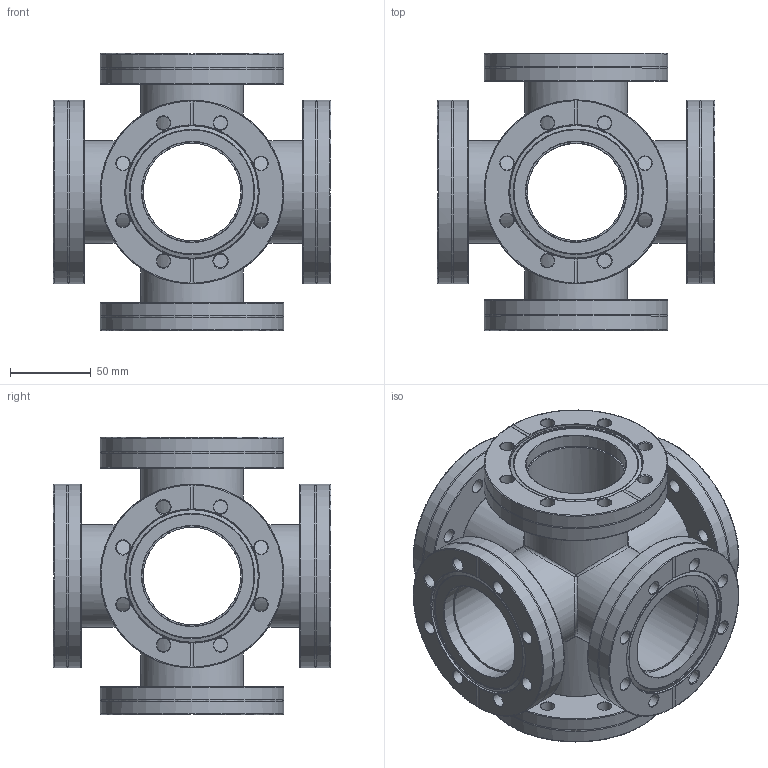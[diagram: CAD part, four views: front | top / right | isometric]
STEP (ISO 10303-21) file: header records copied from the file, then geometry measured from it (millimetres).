
FILE_DESCRIPTION (( 'STEP AP214' ), '1' );
FILE_NAME ('X61CF63R FULLVAC.STEP', '2019-09-24T13:48:01', ( '' ), ( '' ), 'SwSTEP 2.0', 'SolidWorks 2017', '' );
FILE_SCHEMA (( 'AUTOMOTIVE_DESIGN' ));
Length unit declared in the file: millimetre
Products named in the file (5): 2^X61CF63R; 1^X61CF63R; 4^X61CF63R; 3^X61CF63R; X61CF63R FULLVAC
Assembly tree (10 placements, depth 2):
  X61CF63R FULLVAC
    1^X61CF63R
    2^X61CF63R  x3
    3^X61CF63R  x3
    4^X61CF63R  x3
Bounding box: 171.45 x 171.45 x 171.45 mm (x, y, z)
Volume: 749674.9 mm3; surface area: 291823.5 mm2
Topology: 10 solids, 10 shells, 388 faces, 1029 edges, 657 vertices
Faces by surface type: bspline 127, cone 111, cylinder 108, plane 42
Full cylindrical faces by diameter (mm): 8.43 x48, 60.2 x6, 62 x6, 63.5 x6, 63.75 x3, 64.01 x3, 72.39 x3, 82.45 x3, 82.55 x6, 113.5 x12
Entity records: 16822 total; most frequent: CARTESIAN_POINT 11898, ORIENTED_EDGE 536, DIRECTION 458, EDGE_LOOP 310, EDGE_CURVE 268, FACE_OUTER_BOUND 229, AXIS2_PLACEMENT_3D 225, VERTEX_POINT 202
